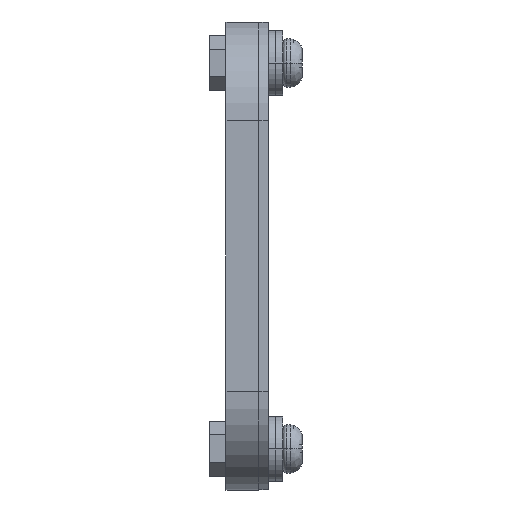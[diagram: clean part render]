
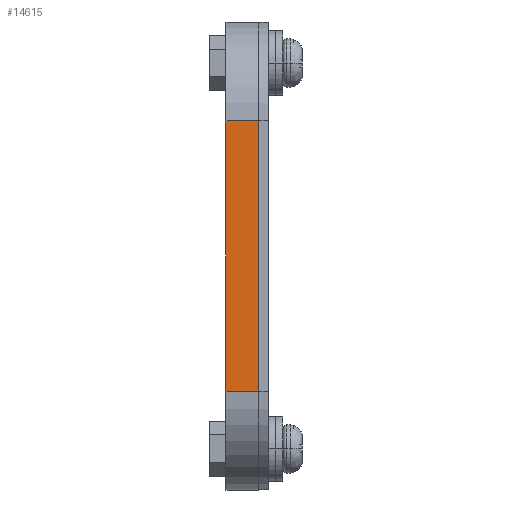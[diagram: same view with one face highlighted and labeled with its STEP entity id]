
A CAD part, left-side view. The second image highlights one B-rep face of the part: STEP entity #14615.
In plain terms, the highlighted planar face has unit normal (-1, 0, 0).
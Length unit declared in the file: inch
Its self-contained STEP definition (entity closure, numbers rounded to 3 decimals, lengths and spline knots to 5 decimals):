
#960 = CARTESIAN_POINT ( 'NONE',  ( -6.5, 0., -1.781 ) ) ;
#1216 = PLANE ( 'NONE',  #2604 ) ;
#2253 = DIRECTION ( 'NONE',  ( 0., 0., -1. ) ) ;
#2604 = AXIS2_PLACEMENT_3D ( 'NONE', #13433, #5336, #5396 ) ;
#4121 = EDGE_CURVE ( 'NONE', #12652, #13483, #11473, .T. ) ;
#4635 = CARTESIAN_POINT ( 'NONE',  ( -6.5, 0.25, 1.781 ) ) ;
#5336 = DIRECTION ( 'NONE',  ( 1., 0., 0. ) ) ;
#5396 = DIRECTION ( 'NONE',  ( 0., 0., 1. ) ) ;
#6220 = ORIENTED_EDGE ( 'NONE', *, *, #4121, .F. ) ;
#7750 = VERTEX_POINT ( 'NONE', #8889 ) ;
#8169 = CARTESIAN_POINT ( 'NONE',  ( -6.5, 0.25, -1.031 ) ) ;
#8889 = CARTESIAN_POINT ( 'NONE',  ( -6.5, 0., -1.031 ) ) ;
#9395 = EDGE_CURVE ( 'NONE', #12652, #17216, #17335, .T. ) ;
#9462 = LINE ( 'NONE', #13192, #14621 ) ;
#10346 = DIRECTION ( 'NONE',  ( 0., -1., 0. ) ) ;
#10896 = VECTOR ( 'NONE', #2253, 39.37008 ) ;
#11473 = LINE ( 'NONE', #14453, #15266 ) ;
#12647 = LINE ( 'NONE', #960, #10896 ) ;
#12652 = VERTEX_POINT ( 'NONE', #15821 ) ;
#12934 = VECTOR ( 'NONE', #14068, 39.37008 ) ;
#13075 = DIRECTION ( 'NONE',  ( 0., 1., 0. ) ) ;
#13192 = CARTESIAN_POINT ( 'NONE',  ( -6.5, 0.25, -1.031 ) ) ;
#13433 = CARTESIAN_POINT ( 'NONE',  ( -6.5, 0.25, -1.781 ) ) ;
#13483 = VERTEX_POINT ( 'NONE', #13811 ) ;
#13811 = CARTESIAN_POINT ( 'NONE',  ( -6.5, 0., 1.031 ) ) ;
#14068 = DIRECTION ( 'NONE',  ( 0., 0., -1. ) ) ;
#14229 = EDGE_CURVE ( 'NONE', #7750, #17216, #9462, .T. ) ;
#14453 = CARTESIAN_POINT ( 'NONE',  ( -6.5, 0.25, 1.031 ) ) ;
#14600 = ORIENTED_EDGE ( 'NONE', *, *, #14229, .F. ) ;
#14615 = ADVANCED_FACE ( 'NONE', ( #15615 ), #1216, .F. ) ;
#14621 = VECTOR ( 'NONE', #13075, 39.37008 ) ;
#14921 = EDGE_CURVE ( 'NONE', #13483, #7750, #12647, .T. ) ;
#15031 = ORIENTED_EDGE ( 'NONE', *, *, #14921, .F. ) ;
#15266 = VECTOR ( 'NONE', #10346, 39.37008 ) ;
#15615 = FACE_OUTER_BOUND ( 'NONE', #16131, .T. ) ;
#15821 = CARTESIAN_POINT ( 'NONE',  ( -6.5, 0.25, 1.031 ) ) ;
#16131 = EDGE_LOOP ( 'NONE', ( #6220, #16776, #14600, #15031 ) ) ;
#16776 = ORIENTED_EDGE ( 'NONE', *, *, #9395, .T. ) ;
#17216 = VERTEX_POINT ( 'NONE', #8169 ) ;
#17335 = LINE ( 'NONE', #4635, #12934 ) ;
